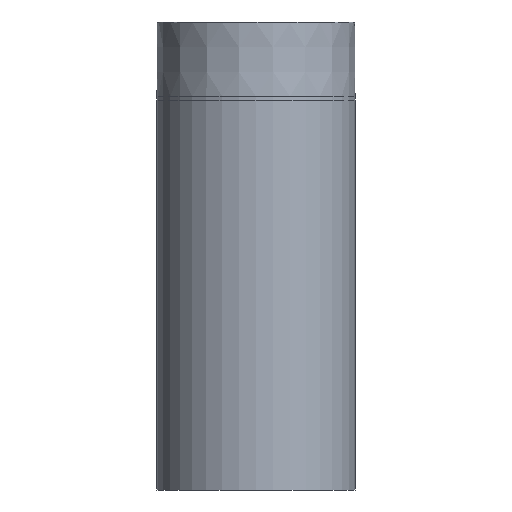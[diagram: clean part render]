
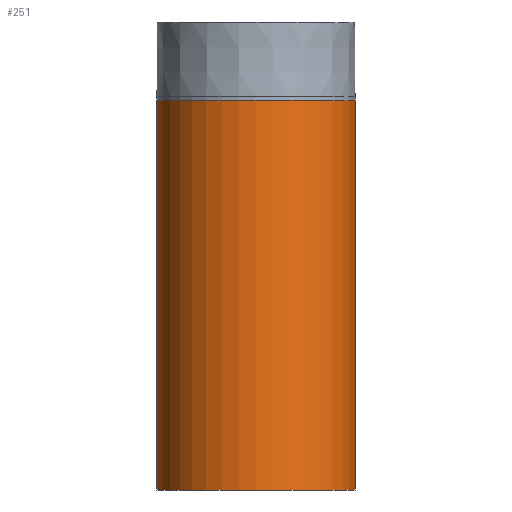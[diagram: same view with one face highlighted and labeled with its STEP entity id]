
A CAD part, front view. The second image highlights one B-rep face of the part: STEP entity #251.
In plain terms, the highlighted cylindrical face has radius 200 mm (diameter 400 mm), a full revolution.
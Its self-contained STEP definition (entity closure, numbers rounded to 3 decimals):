
#221=CYLINDRICAL_SURFACE('',#879,200.);
#223=FACE_BOUND('',#392,.T.);
#224=FACE_BOUND('',#393,.T.);
#251=ADVANCED_FACE('',(#223,#224),#221,.T.);
#392=EDGE_LOOP('',(#470));
#393=EDGE_LOOP('',(#471));
#470=ORIENTED_EDGE('',*,*,#751,.F.);
#471=ORIENTED_EDGE('',*,*,#750,.T.);
#688=VERTEX_POINT('',#1044);
#689=VERTEX_POINT('',#1047);
#750=EDGE_CURVE('',#688,#688,#860,.T.);
#751=EDGE_CURVE('',#689,#689,#861,.T.);
#860=CIRCLE('',#875,200.);
#861=CIRCLE('',#877,200.);
#875=AXIS2_PLACEMENT_3D('',#1043,#924,#925);
#877=AXIS2_PLACEMENT_3D('',#1046,#928,#929);
#879=AXIS2_PLACEMENT_3D('',#1049,#932,#933);
#924=DIRECTION('',(0.,0.,-1.));
#925=DIRECTION('',(-1.,0.,0.));
#928=DIRECTION('',(0.,0.,-1.));
#929=DIRECTION('',(1.,0.,0.));
#932=DIRECTION('',(0.,0.,-1.));
#933=DIRECTION('',(1.,0.,0.));
#1043=CARTESIAN_POINT('',(0.,0.,-148.361));
#1044=CARTESIAN_POINT('',(-200.,0.,-148.361));
#1046=CARTESIAN_POINT('',(0.,0.,-935.361));
#1047=CARTESIAN_POINT('',(200.,0.,-935.361));
#1049=CARTESIAN_POINT('',(0.,0.,-148.361));
